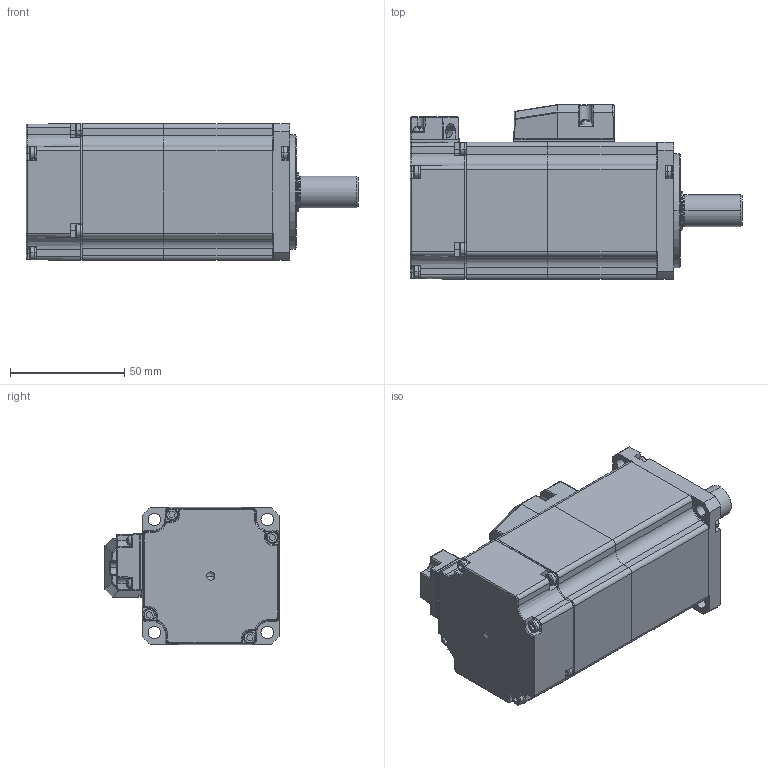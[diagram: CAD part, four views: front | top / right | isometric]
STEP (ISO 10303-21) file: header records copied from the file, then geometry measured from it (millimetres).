
FILE_DESCRIPTION (( 'STEP AP203' ), '1' );
FILE_NAME ('EM1-200W-B.STEP', '2019-12-03T03:03:00', ( '' ), ( '' ), 'SwSTEP 2.0', 'SolidWorks 2015', '' );
FILE_SCHEMA (( 'CONFIG_CONTROL_DESIGN' ));
Length unit declared in the file: millimetre
Products named in the file (1): EM1-200W-B
Bounding box: 145.5 x 76.55 x 60.1 mm (x, y, z)
Surface area: 49584.9 mm2 (no closed solid volume)
Topology: 0 solids, 35 shells, 677 faces, 2243 edges, 1551 vertices
Faces by surface type: plane 311, cylinder 211, cone 68, torus 44, sphere 39, bspline 4
Entity records: 25631 total; most frequent: CARTESIAN_POINT 6076, DIRECTION 4254, ORIENTED_EDGE 3677, EDGE_CURVE 2203, VERTEX_POINT 1539, AXIS2_PLACEMENT_3D 1522, LINE 1210, VECTOR 1210
